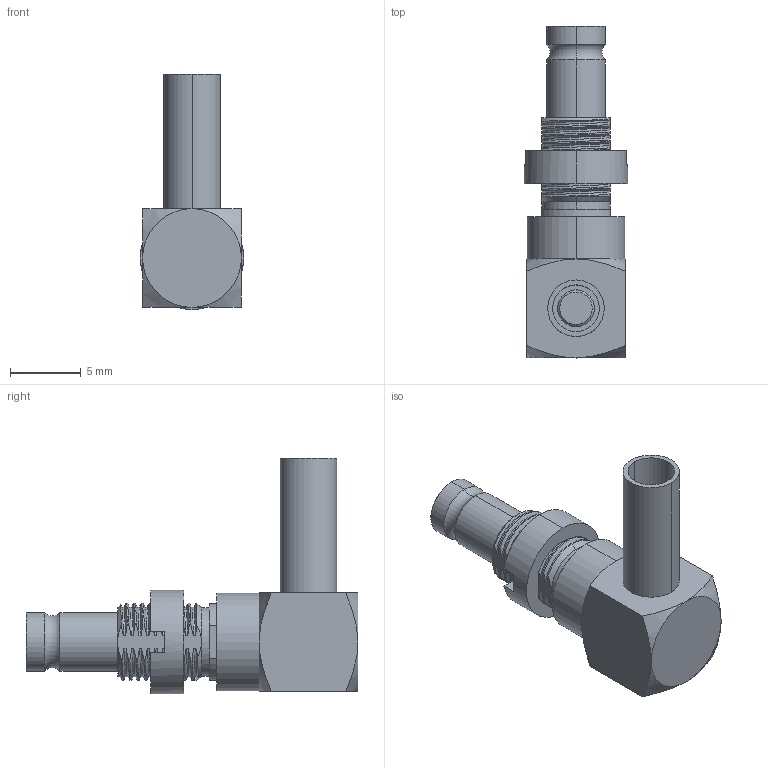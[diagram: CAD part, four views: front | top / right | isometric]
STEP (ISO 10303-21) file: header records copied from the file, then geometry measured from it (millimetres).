
FILE_DESCRIPTION((''),'2;1');
FILE_NAME('1','2021-09-02T',('Administrator'),(''),'PRO/ENGINEER BY PARAMETRIC TECHNOLOGY CORPORATION, 2012090','PRO/ENGINEER BY PARAMETRIC TECHNOLOGY CORPORATION, 2012090','');
FILE_SCHEMA(('CONFIG_CONTROL_DESIGN'));
Length unit declared in the file: millimetre
Products named in the file (1): 1
Bounding box: 7.32 x 23.5 x 16.65 mm (x, y, z)
Volume: 756 mm3; surface area: 973.4 mm2
Topology: 1 solids, 1 shells, 163 faces, 434 edges, 281 vertices
Faces by surface type: bspline 66, plane 38, cylinder 36, cone 21, torus 2
Entity records: 14426 total; most frequent: CARTESIAN_POINT 10831, ORIENTED_EDGE 864, DIRECTION 526, EDGE_CURVE 432, VERTEX_POINT 281, B_SPLINE_CURVE_WITH_KNOTS 187, AXIS2_PLACEMENT_3D 184, EDGE_LOOP 173
